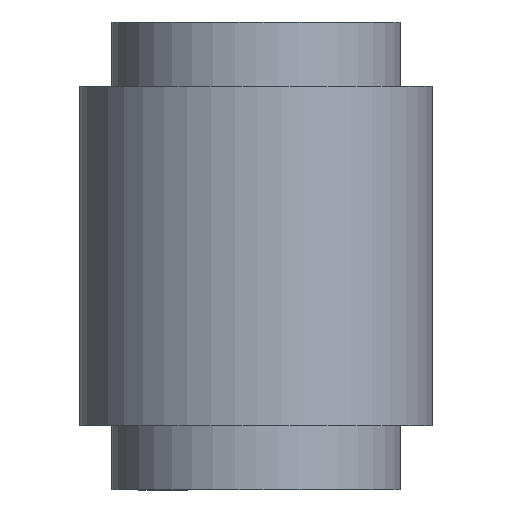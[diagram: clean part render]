
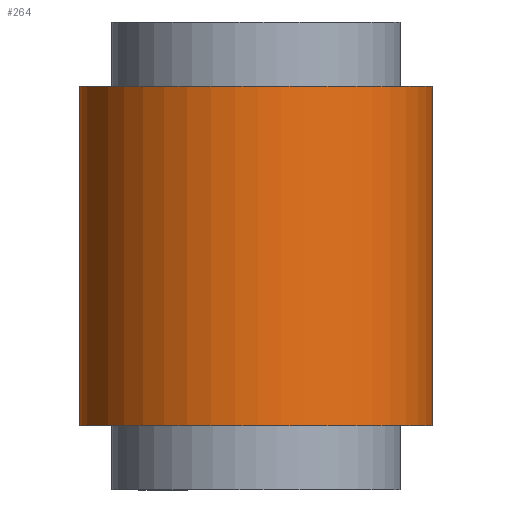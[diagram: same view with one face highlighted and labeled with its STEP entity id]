
A CAD part, front view. The second image highlights one B-rep face of the part: STEP entity #264.
In plain terms, the highlighted cylindrical face has radius 55 mm (diameter 110 mm), a partial arc.
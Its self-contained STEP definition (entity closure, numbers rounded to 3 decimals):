
#264=ADVANCED_FACE('',(#730),#6826,.T.);
#730=FACE_OUTER_BOUND('',#1208,.T.);
#1208=EDGE_LOOP('',(#1998,#1999,#2000,#2001));
#1998=ORIENTED_EDGE('',*,*,#4184,.T.);
#1999=ORIENTED_EDGE('',*,*,#4038,.F.);
#2000=ORIENTED_EDGE('',*,*,#4037,.F.);
#2001=ORIENTED_EDGE('',*,*,#4036,.T.);
#4036=EDGE_CURVE('',#6164,#6264,#5051,.T.);
#4037=EDGE_CURVE('',#6164,#6165,#5052,.T.);
#4038=EDGE_CURVE('',#6165,#6265,#5053,.T.);
#4184=EDGE_CURVE('',#6264,#6265,#5175,.T.);
#5051=(
BOUNDED_CURVE()
B_SPLINE_CURVE(2,(#8955,#8956,#8957,#8958,#8959),.UNSPECIFIED.,.F.,.F.)
B_SPLINE_CURVE_WITH_KNOTS((3,2,3),(0.,86.394,172.788),
 .UNSPECIFIED.)
CURVE()
GEOMETRIC_REPRESENTATION_ITEM()
RATIONAL_B_SPLINE_CURVE((1.,0.707,1.,0.707,1.))
REPRESENTATION_ITEM('')
);
#5052=(
BOUNDED_CURVE()
B_SPLINE_CURVE(1,(#8960,#8961),.UNSPECIFIED.,.F.,.F.)
B_SPLINE_CURVE_WITH_KNOTS((2,2),(0.,106.),.UNSPECIFIED.)
CURVE()
GEOMETRIC_REPRESENTATION_ITEM()
RATIONAL_B_SPLINE_CURVE((1.,1.))
REPRESENTATION_ITEM('')
);
#5053=(
BOUNDED_CURVE()
B_SPLINE_CURVE(2,(#8962,#8963,#8964,#8965,#8966),.UNSPECIFIED.,.F.,.F.)
B_SPLINE_CURVE_WITH_KNOTS((3,2,3),(0.,86.394,172.788),
 .UNSPECIFIED.)
CURVE()
GEOMETRIC_REPRESENTATION_ITEM()
RATIONAL_B_SPLINE_CURVE((1.,0.707,1.,0.707,1.))
REPRESENTATION_ITEM('')
);
#5175=(
BOUNDED_CURVE()
B_SPLINE_CURVE(1,(#9431,#9432),.UNSPECIFIED.,.F.,.F.)
B_SPLINE_CURVE_WITH_KNOTS((2,2),(0.,106.),.UNSPECIFIED.)
CURVE()
GEOMETRIC_REPRESENTATION_ITEM()
RATIONAL_B_SPLINE_CURVE((1.,1.))
REPRESENTATION_ITEM('')
);
#6164=VERTEX_POINT('',#8805);
#6165=VERTEX_POINT('',#8806);
#6264=VERTEX_POINT('',#8905);
#6265=VERTEX_POINT('',#8906);
#6826=CYLINDRICAL_SURFACE('',#7387,55.);
#7387=AXIS2_PLACEMENT_3D('',#8749,#7828,$);
#7828=DIRECTION('',(0.,0.,-1.));
#8749=CARTESIAN_POINT('',(0.,0.,73.));
#8805=CARTESIAN_POINT('',(55.,0.,126.));
#8806=CARTESIAN_POINT('',(55.,0.,20.));
#8905=CARTESIAN_POINT('',(-55.,0.,126.));
#8906=CARTESIAN_POINT('',(-55.,0.,20.));
#8955=CARTESIAN_POINT('',(55.,0.,126.));
#8956=CARTESIAN_POINT('',(55.,-55.,126.));
#8957=CARTESIAN_POINT('',(0.,-55.,126.));
#8958=CARTESIAN_POINT('',(-55.,-55.,126.));
#8959=CARTESIAN_POINT('',(-55.,0.,126.));
#8960=CARTESIAN_POINT('',(55.,0.,126.));
#8961=CARTESIAN_POINT('',(55.,0.,20.));
#8962=CARTESIAN_POINT('',(55.,0.,20.));
#8963=CARTESIAN_POINT('',(55.,-55.,20.));
#8964=CARTESIAN_POINT('',(0.,-55.,20.));
#8965=CARTESIAN_POINT('',(-55.,-55.,20.));
#8966=CARTESIAN_POINT('',(-55.,0.,20.));
#9431=CARTESIAN_POINT('',(-55.,0.,126.));
#9432=CARTESIAN_POINT('',(-55.,0.,20.));
